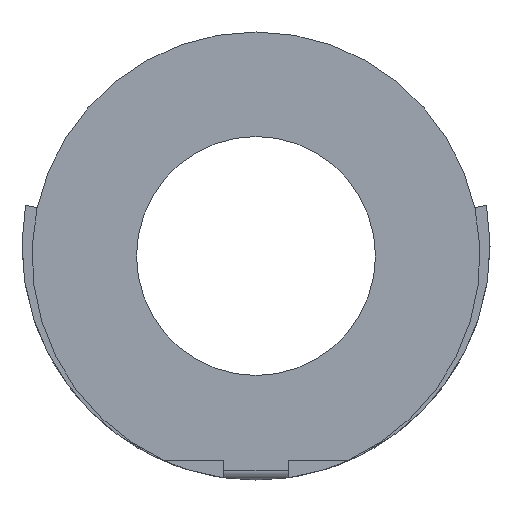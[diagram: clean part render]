
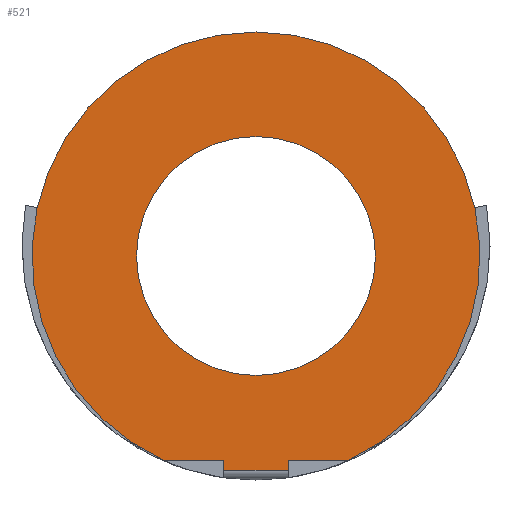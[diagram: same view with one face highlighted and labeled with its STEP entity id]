
A CAD part, left-side view. The second image highlights one B-rep face of the part: STEP entity #521.
In plain terms, the highlighted planar face has unit normal (-1, 0, 0).
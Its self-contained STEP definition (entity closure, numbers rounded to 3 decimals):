
#289=CARTESIAN_POINT('POINT21',(0.,
   -0.816,-5.207));
#290=VERTEX_POINT('VERTEX21',#289);
#297=CARTESIAN_POINT('POINT22',(0.,
   -0.816,-5.461));
#298=VERTEX_POINT('VERTEX22',#297);
#299=CARTESIAN_POINT('POS31',(0.,-0.816,-5.461))
   ;
#300=DIRECTION('DIR42',(0.,0.,
   1.));
#301=VECTOR('VEC20',#300,25.4);
#302=LINE('STRAIGHT20',#299,#301);
#303=EDGE_CURVE('EDGE31',#298,#290,#302,.T.);
#322=CARTESIAN_POINT('POINT23',(0.,0.816,-5.461)
   );
#323=VERTEX_POINT('VERTEX23',#322);
#324=CARTESIAN_POINT('POS34',(0.,-0.816
   ,-5.461));
#325=DIRECTION('DIR47',(0.,1.,
   0.));
#326=VECTOR('VEC21',#325,25.4);
#327=LINE('STRAIGHT21',#324,#326);
#328=EDGE_CURVE('EDGE33',#298,#323,#327,.T.);
#348=CARTESIAN_POINT('POINT24',(0.,0.816
   ,-5.207));
#349=VERTEX_POINT('VERTEX24',#348);
#350=CARTESIAN_POINT('POS37',(0.,0.816,
   -5.461));
#351=DIRECTION('DIR52',(0.,0.,
   -1.));
#352=VECTOR('VEC22',#351,25.4);
#353=LINE('STRAIGHT22',#350,#352);
#354=EDGE_CURVE('EDGE35',#349,#323,#353,.T.);
#372=CARTESIAN_POINT('POINT25',(0.,0.,
   -3.048));
#373=VERTEX_POINT('VERTEX25',#372);
#382=CARTESIAN_POINT('POINT27',(0.,
   0.,3.048));
#383=VERTEX_POINT('VERTEX27',#382);
#384=CARTESIAN_POINT('POS41',(0.,0.,0.));
#385=DIRECTION('DIR57',(1.,0.,0.));
#386=DIRECTION('DIR58',(0.,0.,-1.));
#387=AXIS2_PLACEMENT_3D('AXIS17',#384,#385,#386);
#388=CIRCLE('ELLIPSE7',#387,3.048);
#389=EDGE_CURVE('EDGE38',#383,#373,#388,.T.);
#418=EDGE_CURVE('EDGE42',#373,#383,#388,.T.);
#424=CARTESIAN_POINT('POINT29',(0.,2.355,
   -5.207));
#425=VERTEX_POINT('VERTEX29',#424);
#426=CARTESIAN_POINT('POS45',(0.,0.,-5.207
   ));
#427=DIRECTION('DIR64',(0.,-1.,0.));
#428=VECTOR('VEC26',#427,25.4);
#429=LINE('STRAIGHT26',#426,#428);
#430=EDGE_CURVE('EDGE43',#425,#349,#429,.T.);
#481=CARTESIAN_POINT('POINT33',(0.,-2.355,
   -5.207));
#482=VERTEX_POINT('VERTEX33',#481);
#489=EDGE_CURVE('EDGE50',#290,#482,#429,.T.);
#494=ORIENTED_EDGE('COEDGE90',*,*,#418,.T.);
#495=ORIENTED_EDGE('COEDGE91',*,*,#389,.T.);
#496=EDGE_LOOP('NONE',(#494,#495));
#497=FACE_BOUND('LOOP1',#496,.T.);
#498=ORIENTED_EDGE('COEDGE92',*,*,#489,.T.);
#499=CARTESIAN_POINT('POINT34',(0.,
   0.,5.715));
#500=VERTEX_POINT('VERTEX34',#499);
#501=CARTESIAN_POINT('POS51',(0.,0.,0.));
#502=DIRECTION('DIR73',(-1.,0.,0.));
#503=DIRECTION('DIR74',(0.,0.,-1.));
#504=AXIS2_PLACEMENT_3D('AXIS23',#501,#502,#503);
#505=CIRCLE('ELLIPSE10',#504,5.715);
#506=EDGE_CURVE('EDGE51',#482,#500,#505,.T.);
#507=ORIENTED_EDGE('COEDGE93',*,*,#506,.T.);
#508=EDGE_CURVE('EDGE52',#500,#425,#505,.T.);
#509=ORIENTED_EDGE('COEDGE94',*,*,#508,.T.);
#510=ORIENTED_EDGE('COEDGE95',*,*,#430,.T.);
#511=ORIENTED_EDGE('COEDGE96',*,*,#354,.T.);
#512=ORIENTED_EDGE('COEDGE97',*,*,#328,.F.);
#513=ORIENTED_EDGE('COEDGE98',*,*,#303,.T.);
#514=EDGE_LOOP('NONE',(#498,#507,#509,#510,#511,#512,#513));
#515=FACE_BOUND('LOOP1',#514,.T.);
#516=CARTESIAN_POINT('POS52',(0.,0.,
   -2.858));
#517=DIRECTION('DIR75',(-1.,0.,0.));
#518=DIRECTION('DIR76',(0.,1.,0.));
#519=AXIS2_PLACEMENT_3D('AXIS24',#516,#517,#518);
#520=PLANE('PLANE10',#519);
#521=ADVANCED_FACE('FACE19',(#497,#515),#520,.T.);
